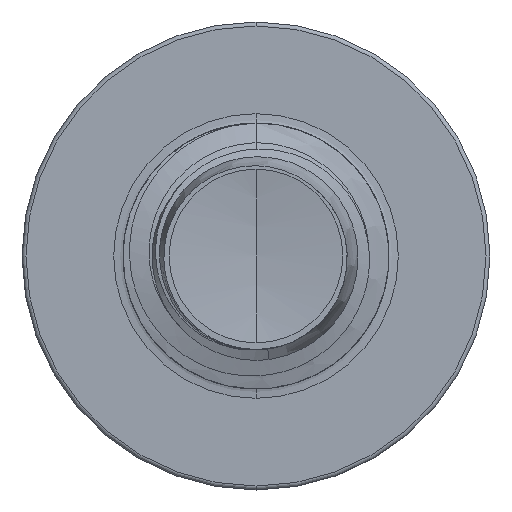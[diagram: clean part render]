
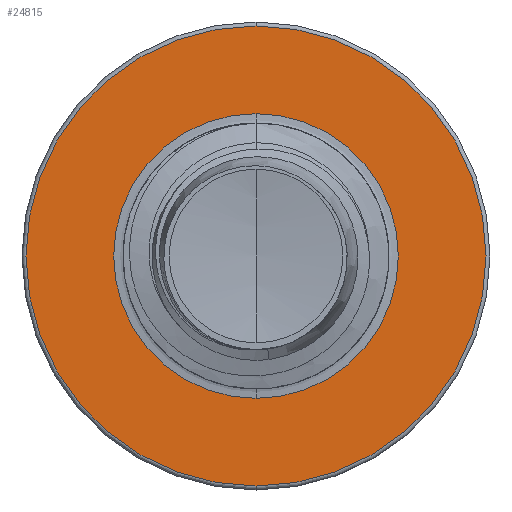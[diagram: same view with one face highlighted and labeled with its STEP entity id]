
A CAD part, front view. The second image highlights one B-rep face of the part: STEP entity #24815.
In plain terms, the highlighted planar face has unit normal (0, -1, 0).
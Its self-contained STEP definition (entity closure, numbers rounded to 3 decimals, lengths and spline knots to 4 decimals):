
#404 = CARTESIAN_POINT ( 'NONE',  ( 0., 32.5, -2.6768 ) ) ;
#770 = ORIENTED_EDGE ( 'NONE', *, *, #34091, .T. ) ;
#1157 = AXIS2_PLACEMENT_3D ( 'NONE', #57785, #29926, #1245 ) ;
#1245 = DIRECTION ( 'NONE',  ( 0., 0., 1. ) ) ;
#2855 = FACE_OUTER_BOUND ( 'NONE', #26491, .T. ) ;
#4853 = CIRCLE ( 'NONE', #1157, 4.325 ) ;
#5928 = CARTESIAN_POINT ( 'NONE',  ( 0., 32.5, 0. ) ) ;
#7252 = CARTESIAN_POINT ( 'NONE',  ( 0., 32.5, 2.6768 ) ) ;
#8078 = AXIS2_PLACEMENT_3D ( 'NONE', #5928, #39196, #10756 ) ;
#8545 = AXIS2_PLACEMENT_3D ( 'NONE', #40859, #12441, #45523 ) ;
#10756 = DIRECTION ( 'NONE',  ( 0., 0., 1. ) ) ;
#11571 = AXIS2_PLACEMENT_3D ( 'NONE', #404, #43283, #14894 ) ;
#12441 = DIRECTION ( 'NONE',  ( 0., 1., 0. ) ) ;
#13491 = EDGE_CURVE ( 'NONE', #52863, #32870, #40869, .T. ) ;
#14894 = DIRECTION ( 'NONE',  ( 0., 0., 1. ) ) ;
#15154 = CARTESIAN_POINT ( 'NONE',  ( 0., 32.5, -2.6768 ) ) ;
#15943 = AXIS2_PLACEMENT_3D ( 'NONE', #18656, #51524, #23460 ) ;
#18390 = ORIENTED_EDGE ( 'NONE', *, *, #28595, .F. ) ;
#18656 = CARTESIAN_POINT ( 'NONE',  ( 0., 32.5, 0. ) ) ;
#19516 = PLANE ( 'NONE',  #11571 ) ;
#20699 = CIRCLE ( 'NONE', #8078, 2.6768 ) ;
#23460 = DIRECTION ( 'NONE',  ( 0., 0., 1. ) ) ;
#24815 = ADVANCED_FACE ( 'NONE', ( #2855, #39335 ), #19516, .F. ) ;
#26491 = EDGE_LOOP ( 'NONE', ( #59793, #18390 ) ) ;
#28487 = CARTESIAN_POINT ( 'NONE',  ( 0., 32.5, 4.325 ) ) ;
#28595 = EDGE_CURVE ( 'NONE', #35221, #30851, #45124, .T. ) ;
#29926 = DIRECTION ( 'NONE',  ( 0., 1., 0. ) ) ;
#30851 = VERTEX_POINT ( 'NONE', #28487 ) ;
#32870 = VERTEX_POINT ( 'NONE', #15154 ) ;
#34091 = EDGE_CURVE ( 'NONE', #32870, #52863, #20699, .T. ) ;
#35221 = VERTEX_POINT ( 'NONE', #46129 ) ;
#39196 = DIRECTION ( 'NONE',  ( 0., 1., 0. ) ) ;
#39335 = FACE_BOUND ( 'NONE', #48764, .T. ) ;
#40859 = CARTESIAN_POINT ( 'NONE',  ( 0., 32.5, 0. ) ) ;
#40869 = CIRCLE ( 'NONE', #15943, 2.6768 ) ;
#43263 = EDGE_CURVE ( 'NONE', #30851, #35221, #4853, .T. ) ;
#43283 = DIRECTION ( 'NONE',  ( 0., 1., 0. ) ) ;
#45124 = CIRCLE ( 'NONE', #8545, 4.325 ) ;
#45523 = DIRECTION ( 'NONE',  ( 0., 0., 1. ) ) ;
#46129 = CARTESIAN_POINT ( 'NONE',  ( 0., 32.5, -4.325 ) ) ;
#48764 = EDGE_LOOP ( 'NONE', ( #56358, #770 ) ) ;
#51524 = DIRECTION ( 'NONE',  ( 0., 1., 0. ) ) ;
#52863 = VERTEX_POINT ( 'NONE', #7252 ) ;
#56358 = ORIENTED_EDGE ( 'NONE', *, *, #13491, .T. ) ;
#57785 = CARTESIAN_POINT ( 'NONE',  ( 0., 32.5, 0. ) ) ;
#59793 = ORIENTED_EDGE ( 'NONE', *, *, #43263, .F. ) ;
